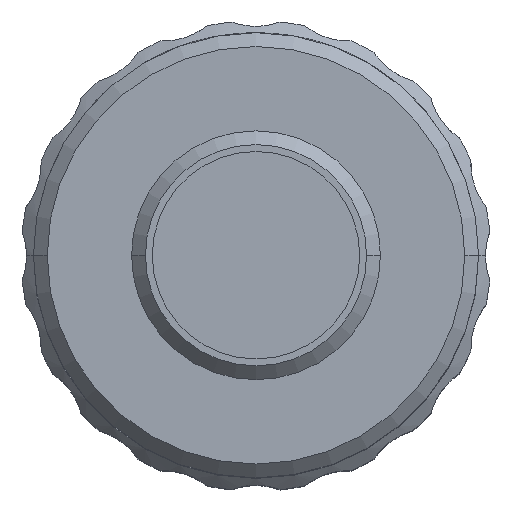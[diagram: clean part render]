
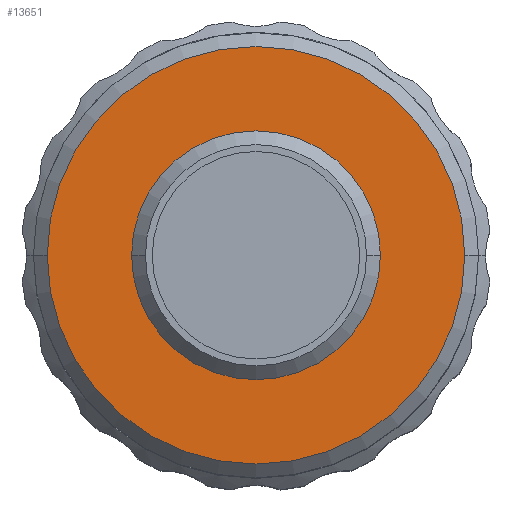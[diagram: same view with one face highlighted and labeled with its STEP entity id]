
A CAD part, top view. The second image highlights one B-rep face of the part: STEP entity #13651.
In plain terms, the highlighted planar face has unit normal (0, 0, 1).
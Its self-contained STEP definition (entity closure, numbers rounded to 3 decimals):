
#786 = CIRCLE ( 'NONE', #21628, 15.1 ) ;
#1196 = AXIS2_PLACEMENT_3D ( 'NONE', #35605, #23833, #32794 ) ;
#2499 = VERTEX_POINT ( 'NONE', #16126 ) ;
#2788 = VERTEX_POINT ( 'NONE', #11906 ) ;
#3052 = CARTESIAN_POINT ( 'NONE',  ( 0., 0., 60.5 ) ) ;
#4089 = EDGE_CURVE ( 'NONE', #19620, #2788, #786, .T. ) ;
#4264 = CARTESIAN_POINT ( 'NONE',  ( -9., 0., 60.5 ) ) ;
#5149 = PLANE ( 'NONE',  #8116 ) ;
#5331 = FACE_OUTER_BOUND ( 'NONE', #36735, .T. ) ;
#6174 = CIRCLE ( 'NONE', #22876, 9. ) ;
#7094 = DIRECTION ( 'NONE',  ( 1., 0., 0. ) ) ;
#7911 = EDGE_CURVE ( 'NONE', #2499, #7941, #21096, .T. ) ;
#7941 = VERTEX_POINT ( 'NONE', #4264 ) ;
#8116 = AXIS2_PLACEMENT_3D ( 'NONE', #27902, #28085, #10941 ) ;
#8934 = CARTESIAN_POINT ( 'NONE',  ( 15.1, 0., 60.5 ) ) ;
#9494 = DIRECTION ( 'NONE',  ( 0., 0., 1. ) ) ;
#10941 = DIRECTION ( 'NONE',  ( 1., 0., 0. ) ) ;
#11458 = DIRECTION ( 'NONE',  ( 1., 0., 0. ) ) ;
#11906 = CARTESIAN_POINT ( 'NONE',  ( -15.1, 0., 60.5 ) ) ;
#13328 = ORIENTED_EDGE ( 'NONE', *, *, #7911, .F. ) ;
#13651 = ADVANCED_FACE ( 'NONE', ( #36500, #5331 ), #5149, .T. ) ;
#15760 = AXIS2_PLACEMENT_3D ( 'NONE', #32248, #9494, #29830 ) ;
#16109 = CIRCLE ( 'NONE', #1196, 15.1 ) ;
#16126 = CARTESIAN_POINT ( 'NONE',  ( 9., 0., 60.5 ) ) ;
#18340 = EDGE_CURVE ( 'NONE', #7941, #2499, #6174, .T. ) ;
#19620 = VERTEX_POINT ( 'NONE', #8934 ) ;
#19662 = DIRECTION ( 'NONE',  ( 0., 0., 1. ) ) ;
#21096 = CIRCLE ( 'NONE', #15760, 9. ) ;
#21628 = AXIS2_PLACEMENT_3D ( 'NONE', #26859, #23507, #7094 ) ;
#22262 = ORIENTED_EDGE ( 'NONE', *, *, #18340, .F. ) ;
#22876 = AXIS2_PLACEMENT_3D ( 'NONE', #3052, #19662, #11458 ) ;
#23384 = EDGE_LOOP ( 'NONE', ( #22262, #13328 ) ) ;
#23507 = DIRECTION ( 'NONE',  ( 0., 0., 1. ) ) ;
#23833 = DIRECTION ( 'NONE',  ( 0., 0., 1. ) ) ;
#24237 = ORIENTED_EDGE ( 'NONE', *, *, #4089, .T. ) ;
#26859 = CARTESIAN_POINT ( 'NONE',  ( 0., 0., 60.5 ) ) ;
#27616 = EDGE_CURVE ( 'NONE', #2788, #19620, #16109, .T. ) ;
#27902 = CARTESIAN_POINT ( 'NONE',  ( 0., 0., 60.5 ) ) ;
#28085 = DIRECTION ( 'NONE',  ( 0., 0., 1. ) ) ;
#29830 = DIRECTION ( 'NONE',  ( 1., 0., 0. ) ) ;
#32221 = ORIENTED_EDGE ( 'NONE', *, *, #27616, .T. ) ;
#32248 = CARTESIAN_POINT ( 'NONE',  ( 0., 0., 60.5 ) ) ;
#32794 = DIRECTION ( 'NONE',  ( 1., 0., 0. ) ) ;
#35605 = CARTESIAN_POINT ( 'NONE',  ( 0., 0., 60.5 ) ) ;
#36500 = FACE_BOUND ( 'NONE', #23384, .T. ) ;
#36735 = EDGE_LOOP ( 'NONE', ( #32221, #24237 ) ) ;
